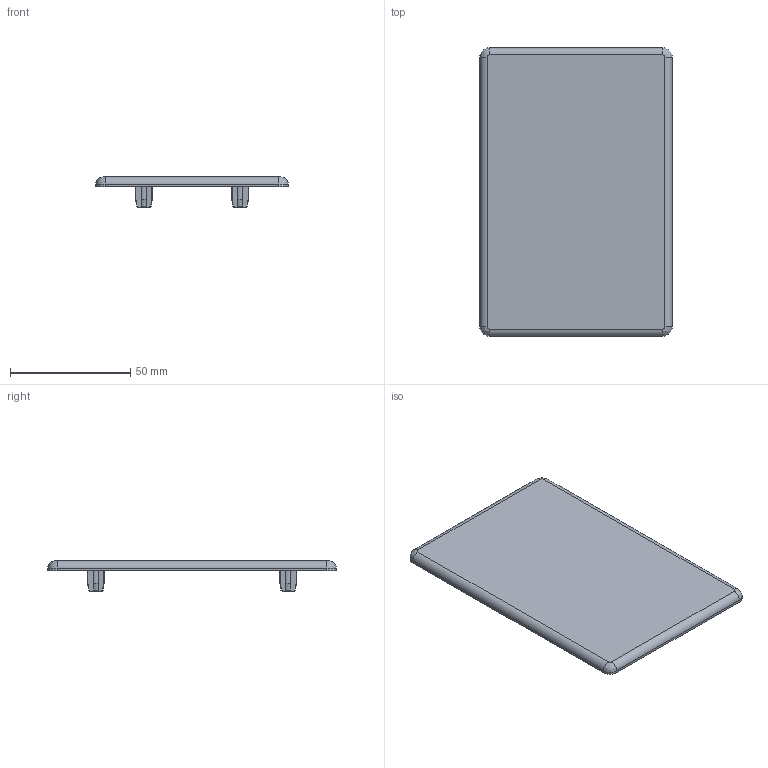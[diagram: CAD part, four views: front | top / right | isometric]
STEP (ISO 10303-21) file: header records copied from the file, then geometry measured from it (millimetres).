
FILE_DESCRIPTION(/* description */ ('Abdeckkappe 80x120'),/* implementation_level */ '2;1');
FILE_NAME(/* name */ '281005016 Abdeckkappe 80x120.stp',/* time_stamp */ '2020-09-17T16:16:26+02:00',/* author */ ('wheldmann'),/* organization */ (''),/* preprocessor_version */ 'ST-DEVELOPER v17.2',/* originating_system */ 'Autodesk Inventor 2019',/* authorisation */ ' ');
FILE_SCHEMA (('AUTOMOTIVE_DESIGN { 1 0 10303 214 3 1 1 }'));
Length unit declared in the file: millimetre
Products named in the file (1): 281005016
Bounding box: 80 x 120 x 12.5 mm (x, y, z)
Volume: 30012.9 mm3; surface area: 21571.1 mm2
Topology: 1 solids, 1 shells, 107 faces, 292 edges, 192 vertices
Faces by surface type: plane 47, cylinder 24, cone 16, torus 16, bspline 4
Entity records: 3635 total; most frequent: CARTESIAN_POINT 976, ORIENTED_EDGE 584, DIRECTION 520, EDGE_CURVE 292, VERTEX_POINT 192, AXIS2_PLACEMENT_3D 188, LINE 144, VECTOR 144
